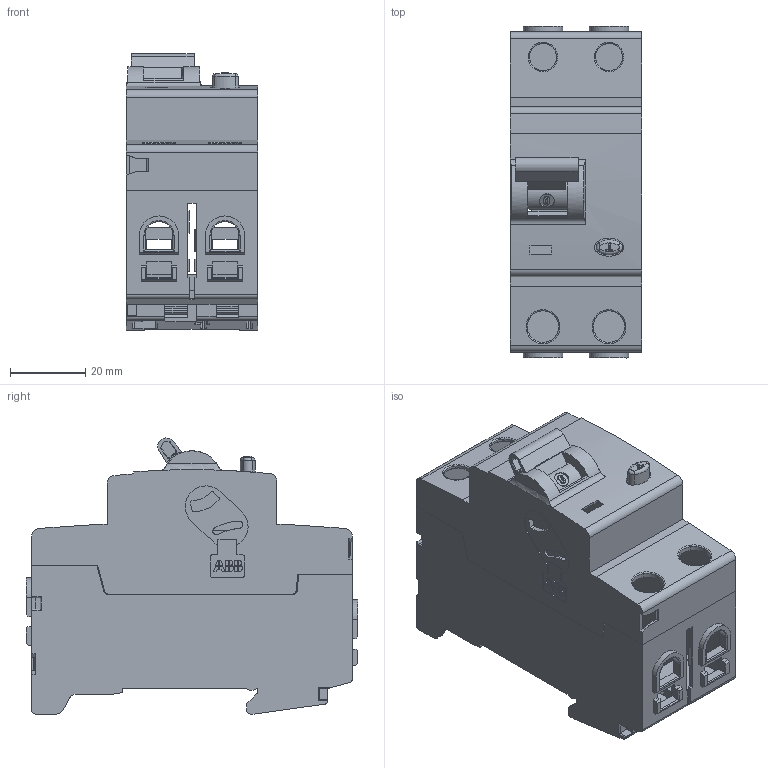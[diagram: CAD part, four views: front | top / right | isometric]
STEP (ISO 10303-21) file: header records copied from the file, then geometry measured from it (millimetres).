
FILE_DESCRIPTION(('CATIA V5 STEP Exchange'),'2;1');
FILE_NAME('04160654-----_000_A0_F202 (3D PRODUCT SKIN) ED.B2_2PD.stp','2010-09-06T06:47:14+00:00',('none'),('none'),'CATIA Version 5 Release 18 SP 6 (IN-10)','CATIA V5 STEP AP203','none');
FILE_SCHEMA(('CONFIG_CONTROL_DESIGN'));
Length unit declared in the file: millimetre
Products named in the file (1): 04160654-----_000_A0_F202  (3D PRODUCT SKIN) ED.B2_2PD
Assembly tree (5 placements, depth 2):
  04160654-----_000_A0_F202  (3D PRODUCT SKIN) ED.B2_2PD
    #56
    #8403
    #9432
    #30966
    #32130
Bounding box: 35 x 88 x 73.21 mm (x, y, z)
Volume: 25697.2 mm3; surface area: 40247.9 mm2
Topology: 9 solids, 9 shells, 1039 faces, 2923 edges, 1882 vertices
Faces by surface type: plane 657, cylinder 308, sphere 35, torus 15, cone 11, bspline 11, revolution 2
Entity records: 33693 total; most frequent: CARTESIAN_POINT 7915, ORIENTED_EDGE 5772, DIRECTION 4458, EDGE_CURVE 2886, VECTOR 2172, LINE 2172, VERTEX_POINT 1882, AXIS2_PLACEMENT_3D 1412
